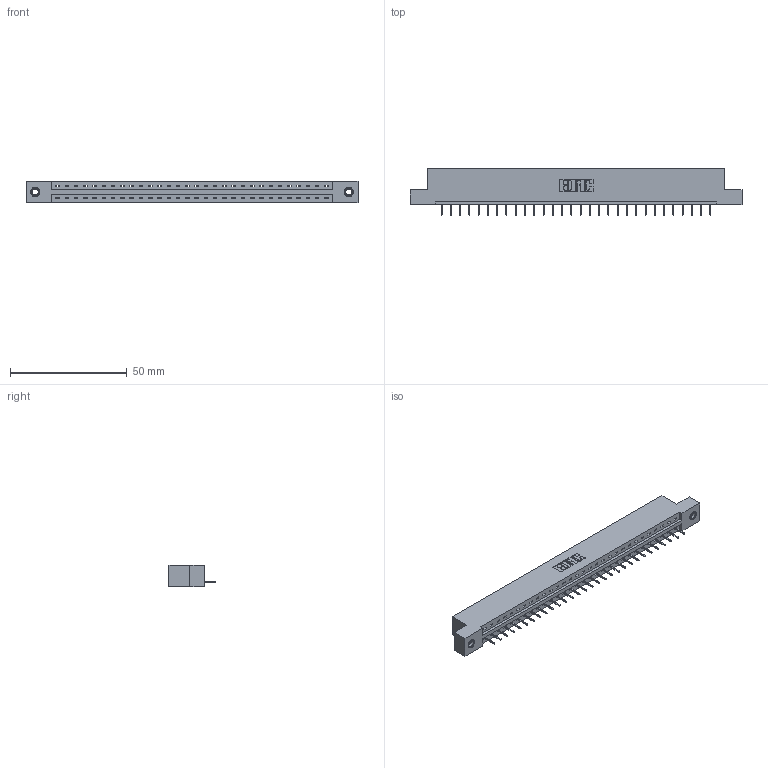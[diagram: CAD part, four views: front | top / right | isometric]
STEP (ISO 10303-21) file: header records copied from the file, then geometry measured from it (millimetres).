
FILE_DESCRIPTION (( 'STEP AP203' ), '1' );
FILE_NAME ('337-030-524-107.STEP', '2018-08-07T00:40:17', ( '' ), ( '' ), 'SwSTEP 2.0', 'SolidWorks 2016', '' );
FILE_SCHEMA (( 'CONFIG_CONTROL_DESIGN' ));
Length unit declared in the file: inch
Products named in the file (4): 337 Part_Flush Mounting Lugs - 0.156 Dia-TI; 345-292-001_345-293-124; 345-250-001_345-250-005-103; 337-030-524-107
Assembly tree (33 placements, depth 2):
  337-030-524-107
    337 Part_Flush Mounting Lugs - 0.156 Dia-TI
    345-292-001_345-293-124  x30
    345-250-001_345-250-005-103  x2
Bounding box: 141.88 x 19.69 x 9.4 mm (x, y, z)
Volume: 14464.3 mm3; surface area: 14504.4 mm2
Topology: 33 solids, 33 shells, 2154 faces, 6207 edges, 4010 vertices
Faces by surface type: plane 1662, cylinder 476, cone 12, torus 4
Entity records: 25112 total; most frequent: CARTESIAN_POINT 4351, ORIENTED_EDGE 4310, DIRECTION 3721, EDGE_CURVE 2155, VECTOR 2011, LINE 2011, VERTEX_POINT 1428, AXIS2_PLACEMENT_3D 855
